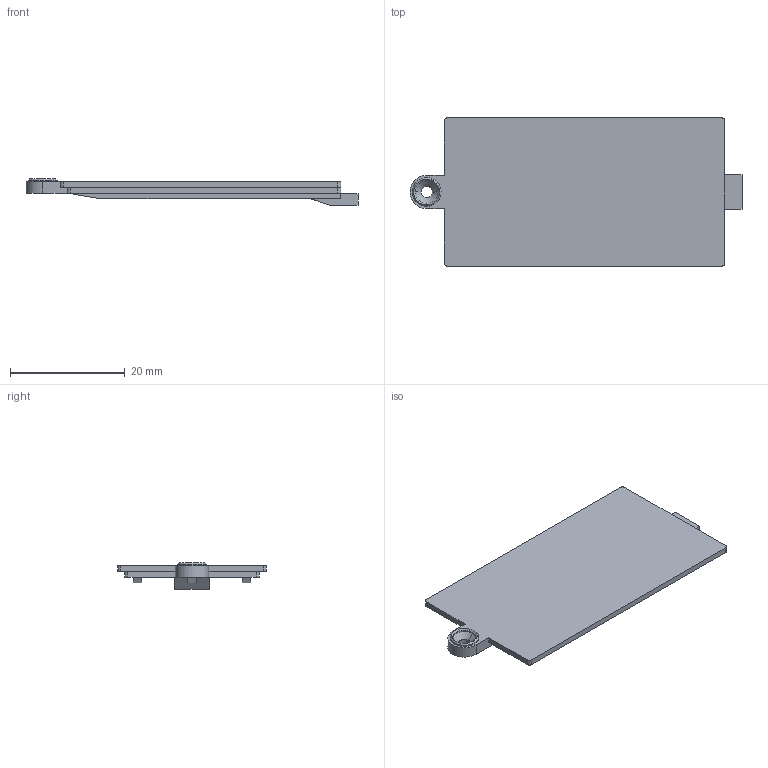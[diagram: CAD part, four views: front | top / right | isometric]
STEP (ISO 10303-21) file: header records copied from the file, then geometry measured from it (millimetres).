
FILE_DESCRIPTION (( 'STEP AP214' ), '1' );
FILE_NAME ('Battery Cover_USB Killer Detector_Rev 05.STEP', '2021-08-20T19:35:31', ( '' ), ( '' ), 'SwSTEP 2.0', 'SolidWorks 2017', '' );
FILE_SCHEMA (( 'AUTOMOTIVE_DESIGN' ));
Length unit declared in the file: millimetre
Products named in the file (1): Battery Cover_USB Killer Detector_Rev 05
Bounding box: 57.8 x 25.8 x 4.6 mm (x, y, z)
Volume: 2723.8 mm3; surface area: 3246.2 mm2
Topology: 1 solids, 1 shells, 57 faces, 151 edges, 96 vertices
Faces by surface type: plane 36, cylinder 15, cone 6
Entity records: 1783 total; most frequent: CARTESIAN_POINT 305, ORIENTED_EDGE 302, DIRECTION 299, EDGE_CURVE 151, LINE 119, VECTOR 119, VERTEX_POINT 96, AXIS2_PLACEMENT_3D 90
